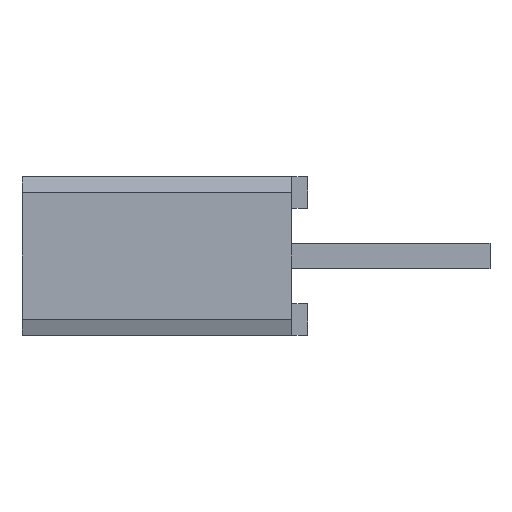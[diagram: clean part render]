
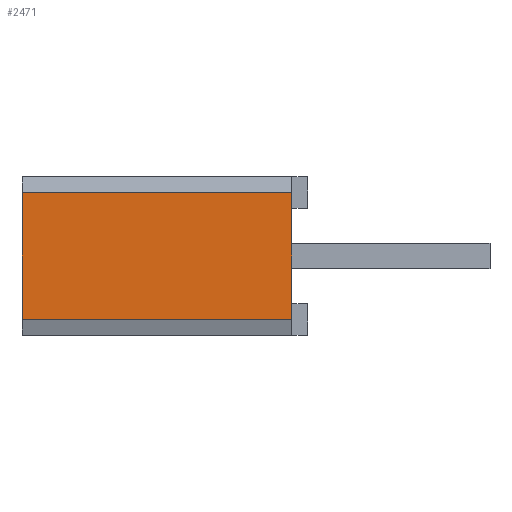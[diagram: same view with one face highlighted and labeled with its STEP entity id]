
A CAD part, left-side view. The second image highlights one B-rep face of the part: STEP entity #2471.
In plain terms, the highlighted planar face has unit normal (-1, 0, 0).
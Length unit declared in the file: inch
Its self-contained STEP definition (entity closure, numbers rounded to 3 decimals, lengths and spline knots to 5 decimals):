
#331=ORIENTED_EDGE('',*,*,#900,.T.);
#332=ORIENTED_EDGE('',*,*,#901,.T.);
#333=ORIENTED_EDGE('',*,*,#902,.T.);
#334=ORIENTED_EDGE('',*,*,#903,.F.);
#900=EDGE_CURVE('',#1197,#1198,#1468,.T.);
#901=EDGE_CURVE('',#1198,#1199,#1469,.T.);
#902=EDGE_CURVE('',#1199,#1200,#1470,.T.);
#903=EDGE_CURVE('',#1197,#1200,#1471,.T.);
#1197=VERTEX_POINT('',#3712);
#1198=VERTEX_POINT('',#3713);
#1199=VERTEX_POINT('',#3715);
#1200=VERTEX_POINT('',#3717);
#1468=LINE('',#3711,#1812);
#1469=LINE('',#3714,#1813);
#1470=LINE('',#3716,#1814);
#1471=LINE('',#3718,#1815);
#1812=VECTOR('',#3022,39.37008);
#1813=VECTOR('',#3023,39.37008);
#1814=VECTOR('',#3024,39.37008);
#1815=VECTOR('',#3025,39.37008);
#2047=EDGE_LOOP('',(#331,#332,#333,#334));
#2195=FACE_BOUND('',#2047,.T.);
#2335=PLANE('',#2634);
#2471=ADVANCED_FACE('',(#2195),#2335,.F.);
#2634=AXIS2_PLACEMENT_3D('',#3710,#3020,#3021);
#3020=DIRECTION('',(1.,0.,0.));
#3021=DIRECTION('',(0.,0.,-1.));
#3022=DIRECTION('',(0.,-1.,0.));
#3023=DIRECTION('',(0.,0.,1.));
#3024=DIRECTION('',(0.,1.,0.));
#3025=DIRECTION('',(0.,0.,1.));
#3710=CARTESIAN_POINT('',(-0.2,0.18,-0.05));
#3711=CARTESIAN_POINT('',(-0.2,0.18,-0.04));
#3712=CARTESIAN_POINT('',(-0.2,0.18,-0.04));
#3713=CARTESIAN_POINT('',(-0.2,0.01,-0.04));
#3714=CARTESIAN_POINT('',(-0.2,0.01,-0.03));
#3715=CARTESIAN_POINT('',(-0.2,0.01,0.04));
#3716=CARTESIAN_POINT('',(-0.2,0.18,0.04));
#3717=CARTESIAN_POINT('',(-0.2,0.18,0.04));
#3718=CARTESIAN_POINT('',(-0.2,0.18,-0.05));
